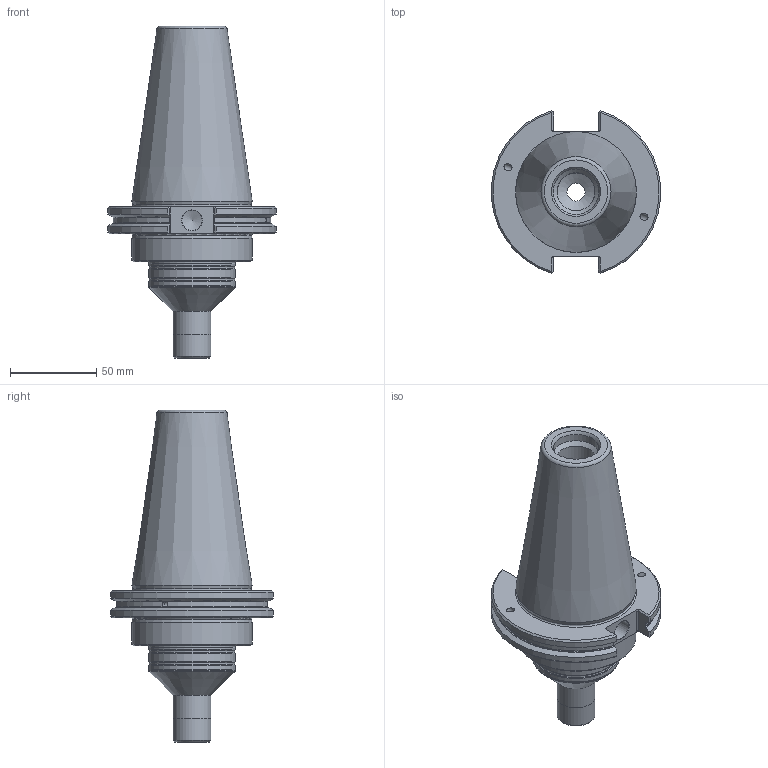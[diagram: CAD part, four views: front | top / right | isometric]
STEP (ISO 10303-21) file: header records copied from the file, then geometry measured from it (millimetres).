
FILE_DESCRIPTION(/* description */ (''),/* implementation_level */ '2;1');
FILE_NAME(/* name */ '435011654.stp',/* time_stamp */ '2021-01-08T12:39:15',/* author */ ('LRA'),/* organization */ ('REGO-FIX'),/* preprocessor_version */ ' Unknown',/* originating_system */ 'SIEMENS PLM Software Solid Edge ST10',/* authorization */ 'Unknown');
FILE_SCHEMA (('AUTOMOTIVE_DESIGN { 1 0 10303 214 2 1 1}'));
Length unit declared in the file: millimetre
Products named in the file (1): NOCUT
Bounding box: 98.08 x 94.39 x 192.7 mm (x, y, z)
Volume: 426077.6 mm3; surface area: 55914.4 mm2
Topology: 1 solids, 1 shells, 120 faces, 325 edges, 206 vertices
Faces by surface type: cylinder 42, plane 36, cone 29, torus 13
Full cylindrical faces by diameter (mm): 3.242 x6, 3.9 x2, 10.5 x1, 11.7 x1, 21.962 x1, 21.963 x2, 22 x2, 26.4 x1, 50 x1, 50.5 x4, 69.85 x1
Entity records: 4358 total; most frequent: CARTESIAN_POINT 855, DIRECTION 531, ORIENTED_EDGE 498, EDGE_CURVE 249, AXIS2_PLACEMENT_3D 225, VERTEX_POINT 187, FACE_BOUND 186, EDGE_LOOP 183
